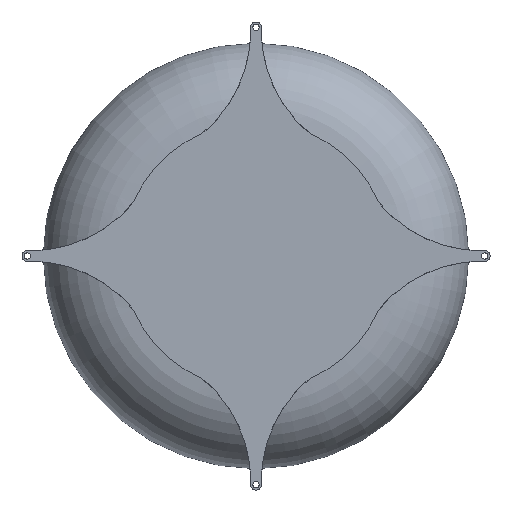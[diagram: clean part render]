
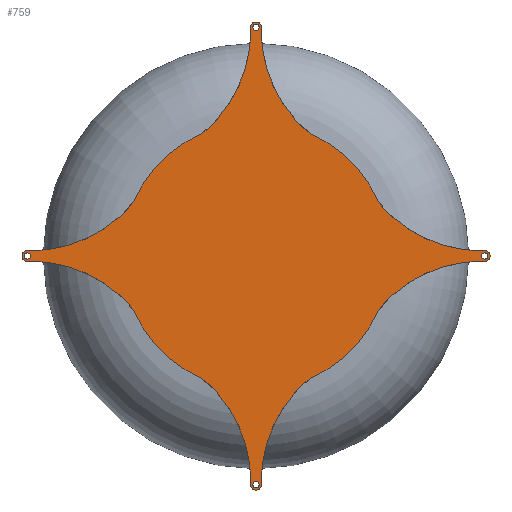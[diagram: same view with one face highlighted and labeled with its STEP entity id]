
A CAD part, front view. The second image highlights one B-rep face of the part: STEP entity #759.
In plain terms, the highlighted planar face has unit normal (0, -1, 0).
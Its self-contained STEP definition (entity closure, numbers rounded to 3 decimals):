
#76=FACE_BOUND('',#163,.T.);
#77=FACE_BOUND('',#164,.T.);
#78=FACE_BOUND('',#165,.T.);
#79=FACE_BOUND('',#166,.T.);
#85=PLANE('',#882);
#112=FACE_OUTER_BOUND('',#162,.T.);
#162=EDGE_LOOP('',(#650,#651,#652,#653,#654,#655,#656,#657,#658,#659,#660,
#661,#662,#663,#664,#665));
#163=EDGE_LOOP('',(#666));
#164=EDGE_LOOP('',(#667));
#165=EDGE_LOOP('',(#668));
#166=EDGE_LOOP('',(#669));
#190=CIRCLE('',#799,62.978);
#191=CIRCLE('',#800,62.978);
#193=CIRCLE('',#802,62.978);
#195=CIRCLE('',#804,62.978);
#216=CIRCLE('',#833,62.9);
#217=CIRCLE('',#835,1.5);
#218=CIRCLE('',#837,2.5);
#219=CIRCLE('',#839,62.9);
#220=CIRCLE('',#841,62.9);
#221=CIRCLE('',#843,1.5);
#222=CIRCLE('',#845,2.5);
#223=CIRCLE('',#847,62.9);
#224=CIRCLE('',#849,62.9);
#225=CIRCLE('',#851,1.5);
#226=CIRCLE('',#853,2.5);
#227=CIRCLE('',#855,62.9);
#228=CIRCLE('',#857,62.9);
#229=CIRCLE('',#859,1.5);
#230=CIRCLE('',#861,2.5);
#231=CIRCLE('',#863,62.9);
#300=VERTEX_POINT('',#1152);
#301=VERTEX_POINT('',#1159);
#304=VERTEX_POINT('',#1179);
#305=VERTEX_POINT('',#1186);
#310=VERTEX_POINT('',#1209);
#311=VERTEX_POINT('',#1216);
#316=VERTEX_POINT('',#1239);
#317=VERTEX_POINT('',#1246);
#338=VERTEX_POINT('',#1414);
#339=VERTEX_POINT('',#1418);
#340=VERTEX_POINT('',#1422);
#341=VERTEX_POINT('',#1428);
#342=VERTEX_POINT('',#1432);
#343=VERTEX_POINT('',#1436);
#344=VERTEX_POINT('',#1442);
#345=VERTEX_POINT('',#1446);
#346=VERTEX_POINT('',#1450);
#347=VERTEX_POINT('',#1456);
#348=VERTEX_POINT('',#1460);
#349=VERTEX_POINT('',#1464);
#378=EDGE_CURVE('',#300,#301,#190,.T.);
#383=EDGE_CURVE('',#304,#305,#191,.T.);
#389=EDGE_CURVE('',#310,#311,#193,.T.);
#395=EDGE_CURVE('',#316,#317,#195,.T.);
#424=EDGE_CURVE('',#317,#338,#216,.T.);
#427=EDGE_CURVE('',#339,#339,#217,.T.);
#428=EDGE_CURVE('',#340,#338,#218,.T.);
#430=EDGE_CURVE('',#340,#300,#219,.T.);
#431=EDGE_CURVE('',#301,#341,#220,.T.);
#434=EDGE_CURVE('',#342,#342,#221,.T.);
#435=EDGE_CURVE('',#343,#341,#222,.T.);
#437=EDGE_CURVE('',#343,#304,#223,.T.);
#438=EDGE_CURVE('',#311,#344,#224,.T.);
#441=EDGE_CURVE('',#345,#345,#225,.T.);
#442=EDGE_CURVE('',#346,#344,#226,.T.);
#444=EDGE_CURVE('',#346,#316,#227,.T.);
#445=EDGE_CURVE('',#305,#347,#228,.T.);
#448=EDGE_CURVE('',#348,#348,#229,.T.);
#449=EDGE_CURVE('',#349,#347,#230,.T.);
#451=EDGE_CURVE('',#349,#310,#231,.T.);
#650=ORIENTED_EDGE('',*,*,#389,.F.);
#651=ORIENTED_EDGE('',*,*,#451,.F.);
#652=ORIENTED_EDGE('',*,*,#449,.T.);
#653=ORIENTED_EDGE('',*,*,#445,.F.);
#654=ORIENTED_EDGE('',*,*,#383,.F.);
#655=ORIENTED_EDGE('',*,*,#437,.F.);
#656=ORIENTED_EDGE('',*,*,#435,.T.);
#657=ORIENTED_EDGE('',*,*,#431,.F.);
#658=ORIENTED_EDGE('',*,*,#378,.F.);
#659=ORIENTED_EDGE('',*,*,#430,.F.);
#660=ORIENTED_EDGE('',*,*,#428,.T.);
#661=ORIENTED_EDGE('',*,*,#424,.F.);
#662=ORIENTED_EDGE('',*,*,#395,.F.);
#663=ORIENTED_EDGE('',*,*,#444,.F.);
#664=ORIENTED_EDGE('',*,*,#442,.T.);
#665=ORIENTED_EDGE('',*,*,#438,.F.);
#666=ORIENTED_EDGE('',*,*,#427,.T.);
#667=ORIENTED_EDGE('',*,*,#434,.T.);
#668=ORIENTED_EDGE('',*,*,#441,.T.);
#669=ORIENTED_EDGE('',*,*,#448,.T.);
#759=ADVANCED_FACE('',(#112,#76,#77,#78,#79),#85,.T.);
#799=AXIS2_PLACEMENT_3D('',#1160,#904,#905);
#800=AXIS2_PLACEMENT_3D('',#1187,#906,#907);
#802=AXIS2_PLACEMENT_3D('',#1217,#910,#911);
#804=AXIS2_PLACEMENT_3D('',#1247,#914,#915);
#833=AXIS2_PLACEMENT_3D('',#1415,#972,#973);
#835=AXIS2_PLACEMENT_3D('',#1420,#978,#979);
#837=AXIS2_PLACEMENT_3D('',#1423,#982,#983);
#839=AXIS2_PLACEMENT_3D('',#1426,#987,#988);
#841=AXIS2_PLACEMENT_3D('',#1429,#991,#992);
#843=AXIS2_PLACEMENT_3D('',#1434,#997,#998);
#845=AXIS2_PLACEMENT_3D('',#1437,#1001,#1002);
#847=AXIS2_PLACEMENT_3D('',#1440,#1006,#1007);
#849=AXIS2_PLACEMENT_3D('',#1443,#1010,#1011);
#851=AXIS2_PLACEMENT_3D('',#1448,#1016,#1017);
#853=AXIS2_PLACEMENT_3D('',#1451,#1020,#1021);
#855=AXIS2_PLACEMENT_3D('',#1454,#1025,#1026);
#857=AXIS2_PLACEMENT_3D('',#1457,#1029,#1030);
#859=AXIS2_PLACEMENT_3D('',#1462,#1035,#1036);
#861=AXIS2_PLACEMENT_3D('',#1465,#1039,#1040);
#863=AXIS2_PLACEMENT_3D('',#1468,#1044,#1045);
#882=AXIS2_PLACEMENT_3D('',#1504,#1082,#1083);
#904=DIRECTION('center_axis',(0.,1.,0.));
#905=DIRECTION('ref_axis',(1.,0.,0.));
#906=DIRECTION('center_axis',(0.,1.,0.));
#907=DIRECTION('ref_axis',(1.,0.,0.));
#910=DIRECTION('center_axis',(0.,1.,0.));
#911=DIRECTION('ref_axis',(1.,0.,0.));
#914=DIRECTION('center_axis',(0.,1.,0.));
#915=DIRECTION('ref_axis',(1.,0.,0.));
#972=DIRECTION('center_axis',(0.,-1.,0.));
#973=DIRECTION('ref_axis',(-0.642,0.,0.767));
#978=DIRECTION('center_axis',(0.,1.,0.));
#979=DIRECTION('ref_axis',(1.,0.,0.));
#982=DIRECTION('center_axis',(0.,-1.,0.));
#983=DIRECTION('ref_axis',(1.,0.,0.));
#987=DIRECTION('center_axis',(0.,-1.,0.));
#988=DIRECTION('ref_axis',(1.,0.,-0.023));
#991=DIRECTION('center_axis',(0.,-1.,0.));
#992=DIRECTION('ref_axis',(0.767,0.,0.642));
#997=DIRECTION('center_axis',(0.,1.,0.));
#998=DIRECTION('ref_axis',(1.,0.,0.));
#1001=DIRECTION('center_axis',(0.,-1.,0.));
#1002=DIRECTION('ref_axis',(1.,0.,0.));
#1006=DIRECTION('center_axis',(0.,-1.,0.));
#1007=DIRECTION('ref_axis',(-0.023,0.,-1.));
#1010=DIRECTION('center_axis',(0.,-1.,0.));
#1011=DIRECTION('ref_axis',(-0.767,0.,-0.642));
#1016=DIRECTION('center_axis',(0.,1.,0.));
#1017=DIRECTION('ref_axis',(1.,0.,0.));
#1020=DIRECTION('center_axis',(0.,-1.,0.));
#1021=DIRECTION('ref_axis',(1.,0.,0.));
#1025=DIRECTION('center_axis',(0.,-1.,0.));
#1026=DIRECTION('ref_axis',(0.023,0.,1.));
#1029=DIRECTION('center_axis',(0.,-1.,0.));
#1030=DIRECTION('ref_axis',(0.642,0.,-0.767));
#1035=DIRECTION('center_axis',(0.,1.,0.));
#1036=DIRECTION('ref_axis',(1.,0.,0.));
#1039=DIRECTION('center_axis',(0.,-1.,0.));
#1040=DIRECTION('ref_axis',(1.,0.,0.));
#1044=DIRECTION('center_axis',(0.,-1.,0.));
#1045=DIRECTION('ref_axis',(-1.,0.,0.023));
#1082=DIRECTION('center_axis',(0.,-1.,0.));
#1083=DIRECTION('ref_axis',(0.,0.,-1.));
#1152=CARTESIAN_POINT('',(-24.935,-2.,-57.831));
#1159=CARTESIAN_POINT('',(-57.831,-2.,-24.935));
#1160=CARTESIAN_POINT('Origin',(0.,-2.,0.));
#1179=CARTESIAN_POINT('',(-57.831,-2.,24.935));
#1186=CARTESIAN_POINT('',(-24.935,-2.,57.831));
#1187=CARTESIAN_POINT('Origin',(0.,-2.,0.));
#1209=CARTESIAN_POINT('',(24.935,-2.,57.831));
#1216=CARTESIAN_POINT('',(57.831,-2.,24.935));
#1217=CARTESIAN_POINT('Origin',(0.,-2.,0.));
#1239=CARTESIAN_POINT('',(57.831,-2.,-24.935));
#1246=CARTESIAN_POINT('',(24.935,-2.,-57.831));
#1247=CARTESIAN_POINT('Origin',(0.,-2.,0.));
#1414=CARTESIAN_POINT('',(2.433,-2.,-106.901));
#1415=CARTESIAN_POINT('Origin',(65.327,-2.,-106.048));
#1418=CARTESIAN_POINT('',(-1.5,-2.,-107.478));
#1420=CARTESIAN_POINT('Origin',(0.,-2.,
-107.478));
#1422=CARTESIAN_POINT('',(-2.433,-2.,-106.901));
#1423=CARTESIAN_POINT('Origin',(0.,-2.,
-107.478));
#1426=CARTESIAN_POINT('Origin',(-65.327,-2.,-106.048));
#1428=CARTESIAN_POINT('',(-106.901,-2.,-2.433));
#1429=CARTESIAN_POINT('Origin',(-106.048,-2.,-65.327));
#1432=CARTESIAN_POINT('',(-108.978,-2.,0.));
#1434=CARTESIAN_POINT('Origin',(-107.478,-2.,0.));
#1436=CARTESIAN_POINT('',(-106.901,-2.,2.433));
#1437=CARTESIAN_POINT('Origin',(-107.478,-2.,0.));
#1440=CARTESIAN_POINT('Origin',(-106.048,-2.,65.327));
#1442=CARTESIAN_POINT('',(106.901,-2.,2.433));
#1443=CARTESIAN_POINT('Origin',(106.048,-2.,65.327));
#1446=CARTESIAN_POINT('',(105.978,-2.,0.));
#1448=CARTESIAN_POINT('Origin',(107.478,-2.,0.));
#1450=CARTESIAN_POINT('',(106.901,-2.,-2.433));
#1451=CARTESIAN_POINT('Origin',(107.478,-2.,0.));
#1454=CARTESIAN_POINT('Origin',(106.048,-2.,-65.327));
#1456=CARTESIAN_POINT('',(-2.433,-2.,106.901));
#1457=CARTESIAN_POINT('Origin',(-65.327,-2.,106.048));
#1460=CARTESIAN_POINT('',(-1.5,-2.,107.478));
#1462=CARTESIAN_POINT('Origin',(0.,-2.,
107.478));
#1464=CARTESIAN_POINT('',(2.433,-2.,106.901));
#1465=CARTESIAN_POINT('Origin',(0.,-2.,
107.478));
#1468=CARTESIAN_POINT('Origin',(65.327,-2.,106.048));
#1504=CARTESIAN_POINT('Origin',(0.,-2.,62.978));
